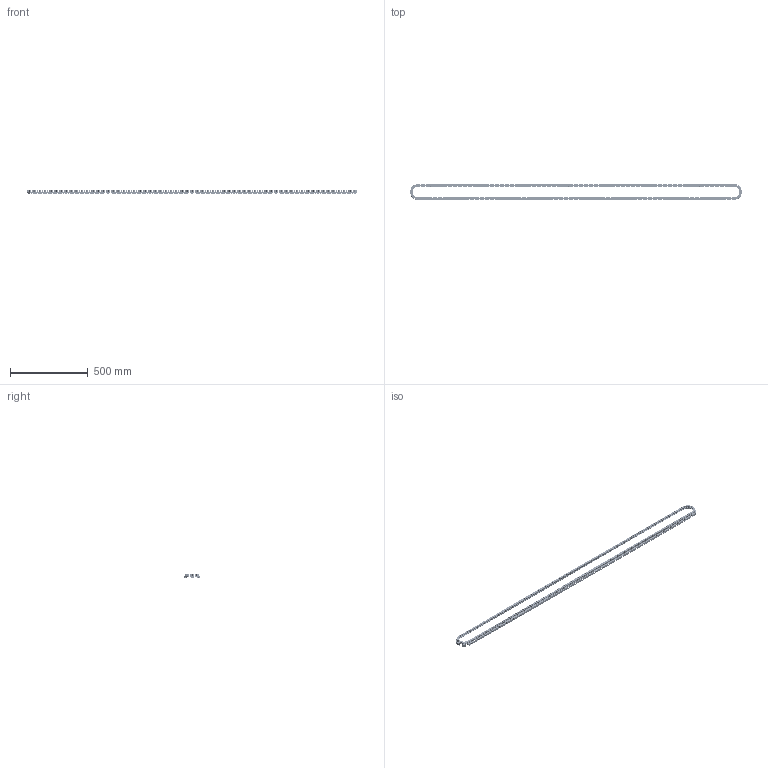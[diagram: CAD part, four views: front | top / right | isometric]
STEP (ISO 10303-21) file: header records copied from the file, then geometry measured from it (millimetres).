
FILE_DESCRIPTION (( 'STEP AP214' ), '1' );
FILE_NAME ('chain.STEP', '2017-12-08T07:36:40', ( '' ), ( '' ), 'SwSTEP 2.0', 'SolidWorks 2017', '' );
FILE_SCHEMA (( 'AUTOMOTIVE_DESIGN' ));
Length unit declared in the file: millimetre
Products named in the file (275): link1; link2; chain
Assembly tree (272 placements, depth 2):
  link1
  link2
  link2
  link2
  link1
Bounding box: 2133.31 x 102.76 x 32.06 mm (x, y, z)
Volume: 682787.1 mm3; surface area: 773296.5 mm2
Topology: 272 solids, 272 shells, 9792 faces, 23392 edges, 15232 vertices
Faces by surface type: cylinder 6392, plane 2312, cone 1088
Entity records: 7732 total; most frequent: DIRECTION 970, CARTESIAN_POINT 632, APPLICATION_CONTEXT 550, APPLICATION_PROTOCOL_DEFINITION 550, PRODUCT_DEFINITION_SHAPE 547, AXIS2_PLACEMENT_3D 450, ORIENTED_EDGE 344, PRODUCT_DEFINITION_FORMATION_WITH_SPECIFIED_SOURCE 275
